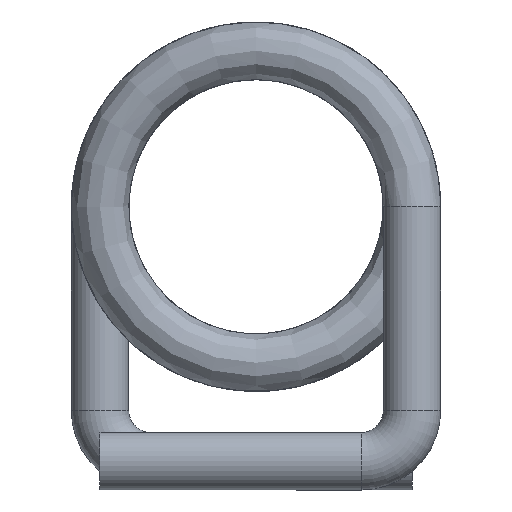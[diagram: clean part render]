
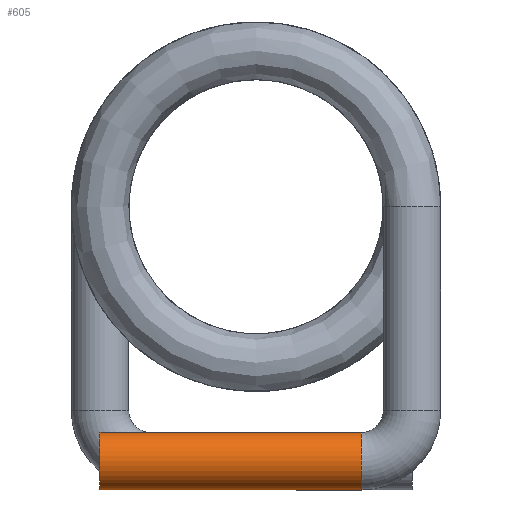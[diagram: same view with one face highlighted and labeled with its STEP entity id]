
A CAD part, front view. The second image highlights one B-rep face of the part: STEP entity #605.
In plain terms, the highlighted cylindrical face has radius 1.13 mm (diameter 2.26 mm), a partial arc.
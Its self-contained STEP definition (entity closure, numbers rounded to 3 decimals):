
#205 = CARTESIAN_POINT ( 'NONE',  ( 4.13, 0., -11.13 ) ) ;
#241 = DIRECTION ( 'NONE',  ( 1., 0., 0. ) ) ;
#259 = DIRECTION ( 'NONE',  ( -1., 0., 0. ) ) ;
#285 = EDGE_CURVE ( 'NONE', #512, #2479, #3668, .T. ) ;
#319 = DIRECTION ( 'NONE',  ( 0., 0., -1. ) ) ;
#370 = VECTOR ( 'NONE', #3295, 1000. ) ;
#512 = VERTEX_POINT ( 'NONE', #2916 ) ;
#605 = ADVANCED_FACE ( 'NONE', ( #2035 ), #2862, .T. ) ;
#721 = DIRECTION ( 'NONE',  ( 1., 0., 0. ) ) ;
#732 = AXIS2_PLACEMENT_3D ( 'NONE', #2444, #721, #1328 ) ;
#904 = CARTESIAN_POINT ( 'NONE',  ( 4.13, 0., -10. ) ) ;
#1043 = ORIENTED_EDGE ( 'NONE', *, *, #2368, .T. ) ;
#1161 = AXIS2_PLACEMENT_3D ( 'NONE', #2808, #241, #319 ) ;
#1288 = VERTEX_POINT ( 'NONE', #1787 ) ;
#1328 = DIRECTION ( 'NONE',  ( 0., 0., -1. ) ) ;
#1624 = LINE ( 'NONE', #2475, #370 ) ;
#1704 = VECTOR ( 'NONE', #3109, 1000. ) ;
#1763 = CIRCLE ( 'NONE', #732, 1.13 ) ;
#1787 = CARTESIAN_POINT ( 'NONE',  ( -6.13, 0., -8.87 ) ) ;
#1854 = ORIENTED_EDGE ( 'NONE', *, *, #2662, .F. ) ;
#1894 = VERTEX_POINT ( 'NONE', #2972 ) ;
#2001 = CARTESIAN_POINT ( 'NONE',  ( 4.13, 0., -11.13 ) ) ;
#2035 = FACE_OUTER_BOUND ( 'NONE', #3663, .T. ) ;
#2277 = EDGE_CURVE ( 'NONE', #1288, #1894, #1763, .T. ) ;
#2368 = EDGE_CURVE ( 'NONE', #512, #1288, #1624, .T. ) ;
#2441 = ORIENTED_EDGE ( 'NONE', *, *, #2277, .T. ) ;
#2444 = CARTESIAN_POINT ( 'NONE',  ( -6.13, 0., -10. ) ) ;
#2475 = CARTESIAN_POINT ( 'NONE',  ( 4.13, 0., -8.87 ) ) ;
#2479 = VERTEX_POINT ( 'NONE', #205 ) ;
#2662 = EDGE_CURVE ( 'NONE', #2479, #1894, #3073, .T. ) ;
#2682 = ORIENTED_EDGE ( 'NONE', *, *, #285, .F. ) ;
#2719 = AXIS2_PLACEMENT_3D ( 'NONE', #904, #259, #3424 ) ;
#2808 = CARTESIAN_POINT ( 'NONE',  ( 4.13, 0., -10. ) ) ;
#2862 = CYLINDRICAL_SURFACE ( 'NONE', #2719, 1.13 ) ;
#2916 = CARTESIAN_POINT ( 'NONE',  ( 4.13, 0., -8.87 ) ) ;
#2972 = CARTESIAN_POINT ( 'NONE',  ( -6.13, 0., -11.13 ) ) ;
#3073 = LINE ( 'NONE', #2001, #1704 ) ;
#3109 = DIRECTION ( 'NONE',  ( -1., 0., 0. ) ) ;
#3295 = DIRECTION ( 'NONE',  ( -1., 0., 0. ) ) ;
#3424 = DIRECTION ( 'NONE',  ( 0., 0., 1. ) ) ;
#3663 = EDGE_LOOP ( 'NONE', ( #1854, #2682, #1043, #2441 ) ) ;
#3668 = CIRCLE ( 'NONE', #1161, 1.13 ) ;
